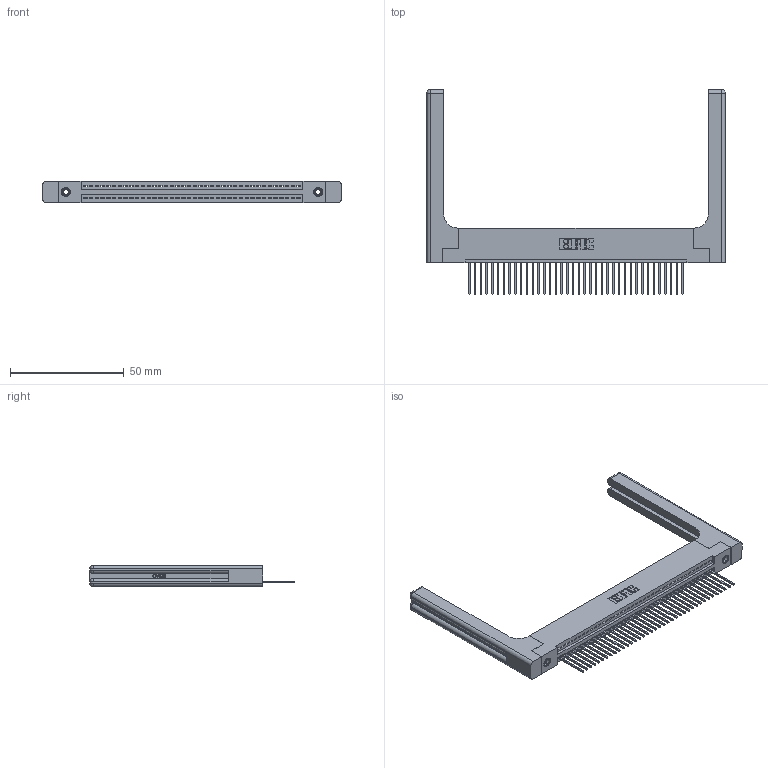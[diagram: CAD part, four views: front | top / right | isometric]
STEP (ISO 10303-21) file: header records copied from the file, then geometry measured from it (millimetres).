
FILE_DESCRIPTION (( 'STEP AP203' ), '1' );
FILE_NAME ('395-038-540-158.STEP', '2019-10-22T01:12:22', ( '' ), ( '' ), 'SwSTEP 2.0', 'SolidWorks 2016', '' );
FILE_SCHEMA (( 'CONFIG_CONTROL_DESIGN' ));
Length unit declared in the file: inch
Products named in the file (5): 395-038-540-158; 345-250-001_345-250-001-102; 345-292-001_345-293-140; 345-220-058_345-220-058; 345 Part_Flush Mounting Lugs - 0.156 Dia-TH
Assembly tree (43 placements, depth 2):
  395-038-540-158
    345 Part_Flush Mounting Lugs - 0.156 Dia-TH
    345-292-001_345-293-140  x38
    345-250-001_345-250-001-102  x2
    345-220-058_345-220-058  x2
Bounding box: 131.55 x 90.09 x 9.4 mm (x, y, z)
Volume: 21018.1 mm3; surface area: 22250.3 mm2
Topology: 43 solids, 43 shells, 2586 faces, 7695 edges, 5058 vertices
Faces by surface type: plane 1748, cylinder 778, bspline 36, cone 12, sphere 8, torus 4
Entity records: 34338 total; most frequent: CARTESIAN_POINT 6919, ORIENTED_EDGE 5688, DIRECTION 4996, EDGE_CURVE 2844, VECTOR 2468, LINE 2468, VERTEX_POINT 1886, AXIS2_PLACEMENT_3D 1264
